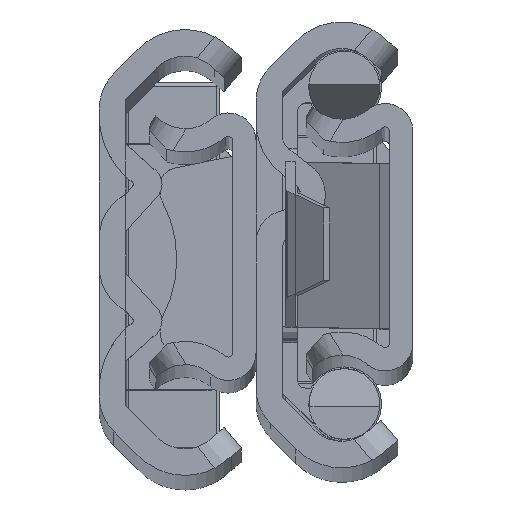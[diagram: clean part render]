
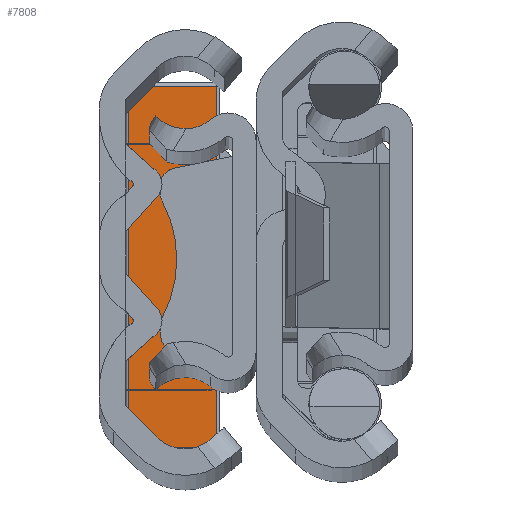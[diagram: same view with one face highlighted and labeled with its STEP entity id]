
A CAD part, top view. The second image highlights one B-rep face of the part: STEP entity #7808.
In plain terms, the highlighted planar face has unit normal (0, 0, 1).
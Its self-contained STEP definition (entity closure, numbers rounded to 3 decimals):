
#600 = ORIENTED_EDGE ( 'NONE', *, *, #976, .T. ) ;
#843 = DIRECTION ( 'NONE',  ( 0., -1., 0. ) ) ;
#976 = EDGE_CURVE ( 'NONE', #1936, #10694, #8708, .T. ) ;
#1024 = LINE ( 'NONE', #4862, #3413 ) ;
#1050 = CARTESIAN_POINT ( 'NONE',  ( -11.15, 5.5, 3.25 ) ) ;
#1765 = CARTESIAN_POINT ( 'NONE',  ( 10.95, 0.2, 3.25 ) ) ;
#1936 = VERTEX_POINT ( 'NONE', #12003 ) ;
#2179 = EDGE_CURVE ( 'NONE', #10694, #7384, #1024, .T. ) ;
#2250 = CARTESIAN_POINT ( 'NONE',  ( -10.95, 5.5, 3.25 ) ) ;
#2574 = DIRECTION ( 'NONE',  ( -1., 0., 0. ) ) ;
#3152 = EDGE_CURVE ( 'NONE', #9167, #1936, #7730, .T. ) ;
#3413 = VECTOR ( 'NONE', #843, 1000. ) ;
#3487 = EDGE_LOOP ( 'NONE', ( #600, #12238, #9322, #5139 ) ) ;
#4150 = EDGE_CURVE ( 'NONE', #7384, #9167, #10161, .T. ) ;
#4468 = CARTESIAN_POINT ( 'NONE',  ( -11.15, 0.2, 3.25 ) ) ;
#4641 = VECTOR ( 'NONE', #12043, 1000. ) ;
#4862 = CARTESIAN_POINT ( 'NONE',  ( -10.95, 5.7, 3.25 ) ) ;
#5139 = ORIENTED_EDGE ( 'NONE', *, *, #3152, .T. ) ;
#5351 = CARTESIAN_POINT ( 'NONE',  ( -10.95, 0.2, 3.25 ) ) ;
#5523 = DIRECTION ( 'NONE',  ( 0., 0., -1. ) ) ;
#5801 = VECTOR ( 'NONE', #10640, 1000. ) ;
#7093 = DIRECTION ( 'NONE',  ( 0., 1., 0. ) ) ;
#7384 = VERTEX_POINT ( 'NONE', #5351 ) ;
#7730 = LINE ( 'NONE', #9839, #9645 ) ;
#7808 = ADVANCED_FACE ( 'NONE', ( #9277 ), #8205, .F. ) ;
#8205 = PLANE ( 'NONE',  #10319 ) ;
#8708 = LINE ( 'NONE', #1050, #5801 ) ;
#9167 = VERTEX_POINT ( 'NONE', #1765 ) ;
#9277 = FACE_OUTER_BOUND ( 'NONE', #3487, .T. ) ;
#9322 = ORIENTED_EDGE ( 'NONE', *, *, #4150, .T. ) ;
#9645 = VECTOR ( 'NONE', #7093, 1000. ) ;
#9839 = CARTESIAN_POINT ( 'NONE',  ( 10.95, 5.7, 3.25 ) ) ;
#10161 = LINE ( 'NONE', #4468, #4641 ) ;
#10319 = AXIS2_PLACEMENT_3D ( 'NONE', #11271, #5523, #2574 ) ;
#10640 = DIRECTION ( 'NONE',  ( -1., 0., 0. ) ) ;
#10694 = VERTEX_POINT ( 'NONE', #2250 ) ;
#11271 = CARTESIAN_POINT ( 'NONE',  ( -11.15, 5.7, 3.25 ) ) ;
#12003 = CARTESIAN_POINT ( 'NONE',  ( 10.95, 5.5, 3.25 ) ) ;
#12043 = DIRECTION ( 'NONE',  ( 1., 0., 0. ) ) ;
#12238 = ORIENTED_EDGE ( 'NONE', *, *, #2179, .T. ) ;
